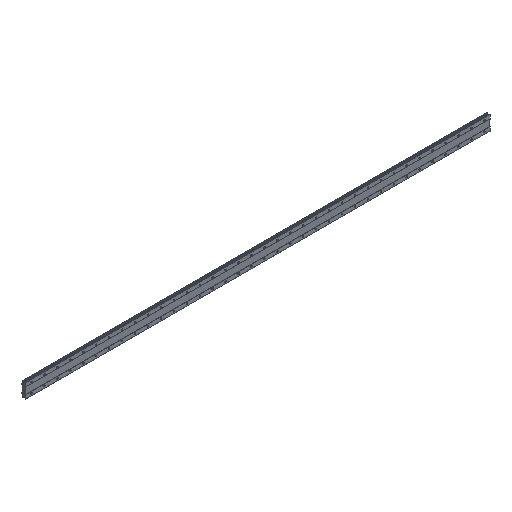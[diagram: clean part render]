
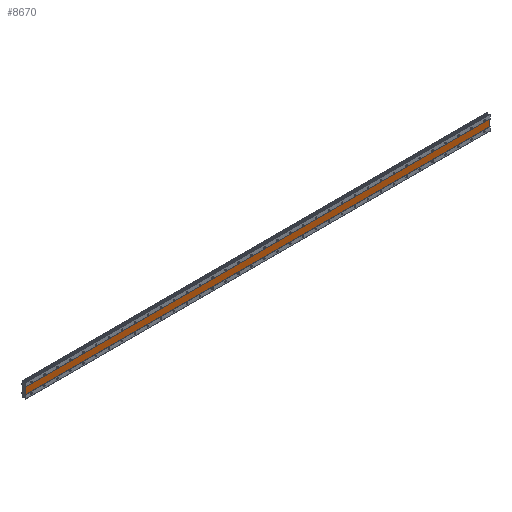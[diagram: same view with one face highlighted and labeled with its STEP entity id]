
A CAD part, isometric view. The second image highlights one B-rep face of the part: STEP entity #8670.
In plain terms, the highlighted planar face has unit normal (0, -1, 0).
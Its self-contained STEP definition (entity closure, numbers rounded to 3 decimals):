
#266 = CARTESIAN_POINT ( 'NONE',  ( 2835., 1., 20. ) ) ;
#1150 = VERTEX_POINT ( 'NONE', #5360 ) ;
#1269 = EDGE_CURVE ( 'NONE', #4689, #1150, #7405, .T. ) ;
#1343 = VECTOR ( 'NONE', #5375, 1000. ) ;
#1624 = CARTESIAN_POINT ( 'NONE',  ( 2835., 1., -20. ) ) ;
#1690 = DIRECTION ( 'NONE',  ( 0., 1., 0. ) ) ;
#2379 = EDGE_CURVE ( 'NONE', #11401, #4328, #3330, .T. ) ;
#2615 = ORIENTED_EDGE ( 'NONE', *, *, #1269, .F. ) ;
#2654 = EDGE_LOOP ( 'NONE', ( #7432, #4701, #9507, #2615 ) ) ;
#2972 = EDGE_CURVE ( 'NONE', #4328, #4689, #6306, .T. ) ;
#3330 = LINE ( 'NONE', #266, #7628 ) ;
#3816 = DIRECTION ( 'NONE',  ( 0., 0., 1. ) ) ;
#3831 = VECTOR ( 'NONE', #3816, 1000. ) ;
#4328 = VERTEX_POINT ( 'NONE', #9054 ) ;
#4689 = VERTEX_POINT ( 'NONE', #11060 ) ;
#4701 = ORIENTED_EDGE ( 'NONE', *, *, #2379, .F. ) ;
#5308 = LINE ( 'NONE', #9840, #7655 ) ;
#5334 = CARTESIAN_POINT ( 'NONE',  ( 2835., 1., 20. ) ) ;
#5360 = CARTESIAN_POINT ( 'NONE',  ( -35., 1., 20. ) ) ;
#5375 = DIRECTION ( 'NONE',  ( -1., 0., 0. ) ) ;
#5558 = CARTESIAN_POINT ( 'NONE',  ( -35., 1., 20. ) ) ;
#6245 = DIRECTION ( 'NONE',  ( 0., 0., 1. ) ) ;
#6306 = LINE ( 'NONE', #1624, #1343 ) ;
#7405 = LINE ( 'NONE', #5558, #3831 ) ;
#7432 = ORIENTED_EDGE ( 'NONE', *, *, #2972, .F. ) ;
#7628 = VECTOR ( 'NONE', #11860, 1000. ) ;
#7655 = VECTOR ( 'NONE', #9111, 1000. ) ;
#8670 = ADVANCED_FACE ( 'NONE', ( #9128 ), #9247, .F. ) ;
#9054 = CARTESIAN_POINT ( 'NONE',  ( 2835., 1., -20. ) ) ;
#9111 = DIRECTION ( 'NONE',  ( 1., 0., 0. ) ) ;
#9128 = FACE_OUTER_BOUND ( 'NONE', #2654, .T. ) ;
#9247 = PLANE ( 'NONE',  #10571 ) ;
#9507 = ORIENTED_EDGE ( 'NONE', *, *, #11815, .F. ) ;
#9840 = CARTESIAN_POINT ( 'NONE',  ( 2835., 1., 20. ) ) ;
#10571 = AXIS2_PLACEMENT_3D ( 'NONE', #11824, #1690, #6245 ) ;
#11060 = CARTESIAN_POINT ( 'NONE',  ( -35., 1., -20. ) ) ;
#11401 = VERTEX_POINT ( 'NONE', #5334 ) ;
#11815 = EDGE_CURVE ( 'NONE', #1150, #11401, #5308, .T. ) ;
#11824 = CARTESIAN_POINT ( 'NONE',  ( 2835., 1., 20. ) ) ;
#11860 = DIRECTION ( 'NONE',  ( 0., 0., -1. ) ) ;
